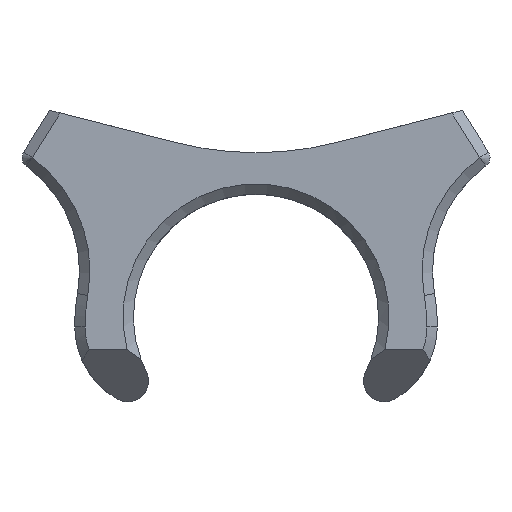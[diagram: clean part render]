
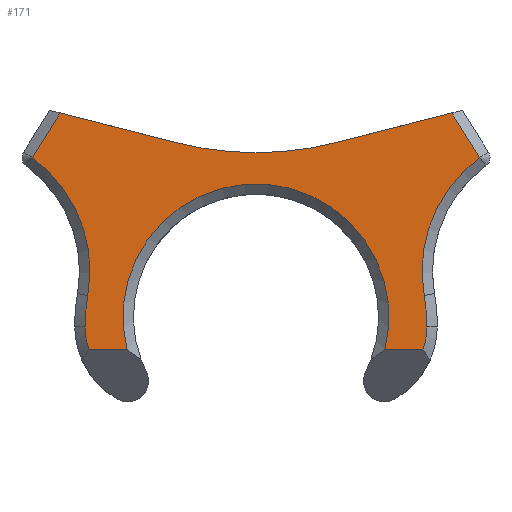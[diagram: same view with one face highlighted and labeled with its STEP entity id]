
A CAD part, front view. The second image highlights one B-rep face of the part: STEP entity #171.
In plain terms, the highlighted planar face has unit normal (0, -1, 0).
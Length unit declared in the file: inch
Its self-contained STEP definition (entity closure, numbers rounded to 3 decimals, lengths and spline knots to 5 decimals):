
#17 = AXIS2_PLACEMENT_3D ( 'NONE', #1879, #419, #1721 ) ;
#19 = AXIS2_PLACEMENT_3D ( 'NONE', #835, #1257, #1927 ) ;
#29 = CARTESIAN_POINT ( 'NONE',  ( -0.03992, 0., 0.15587 ) ) ;
#69 = CARTESIAN_POINT ( 'NONE',  ( 0.13295, 0., 0.08462 ) ) ;
#77 = DIRECTION ( 'NONE',  ( 0., 0., 1. ) ) ;
#86 = CARTESIAN_POINT ( 'NONE',  ( 0.29737, 0., 0.56483 ) ) ;
#101 = CIRCLE ( 'NONE', #1418, 0.3125 ) ;
#104 = CARTESIAN_POINT ( 'NONE',  ( 0., 0., 0.06262 ) ) ;
#118 = DIRECTION ( 'NONE',  ( 0., -1., 0. ) ) ;
#145 = AXIS2_PLACEMENT_3D ( 'NONE', #1820, #1480, #1947 ) ;
#153 = VERTEX_POINT ( 'NONE', #1279 ) ;
#170 = FACE_OUTER_BOUND ( 'NONE', #516, .T. ) ;
#171 = ADVANCED_FACE ( 'NONE', ( #170 ), #1646, .F. ) ;
#174 = VERTEX_POINT ( 'NONE', #816 ) ;
#189 = EDGE_CURVE ( 'NONE', #1831, #153, #1800, .T. ) ;
#195 = EDGE_CURVE ( 'NONE', #556, #1153, #1464, .T. ) ;
#258 = ORIENTED_EDGE ( 'NONE', *, *, #2073, .T. ) ;
#264 = DIRECTION ( 'NONE',  ( 0., 0., 1. ) ) ;
#272 = DIRECTION ( 'NONE',  ( -0.969, 0., 0.248 ) ) ;
#280 = VERTEX_POINT ( 'NONE', #1712 ) ;
#292 = VERTEX_POINT ( 'NONE', #884 ) ;
#312 = EDGE_CURVE ( 'NONE', #174, #292, #956, .T. ) ;
#325 = ORIENTED_EDGE ( 'NONE', *, *, #189, .T. ) ;
#336 = VERTEX_POINT ( 'NONE', #1376 ) ;
#341 = DIRECTION ( 'NONE',  ( -0.528, 0., -0.849 ) ) ;
#369 = DIRECTION ( 'NONE',  ( 0., 1., 0. ) ) ;
#371 = CARTESIAN_POINT ( 'NONE',  ( 0.48583, 0., 0.29051 ) ) ;
#376 = CARTESIAN_POINT ( 'NONE',  ( 0.59218, 0., 0.13847 ) ) ;
#386 = CARTESIAN_POINT ( 'NONE',  ( 0.39179, 0., 0.08514 ) ) ;
#389 = EDGE_CURVE ( 'NONE', #336, #1611, #737, .T. ) ;
#395 = CARTESIAN_POINT ( 'NONE',  ( 0.21985, 0., 0.2621 ) ) ;
#418 = DIRECTION ( 'NONE',  ( 0., 0., 1. ) ) ;
#419 = DIRECTION ( 'NONE',  ( 0., 1., 0. ) ) ;
#423 = EDGE_CURVE ( 'NONE', #1935, #556, #101, .T. ) ;
#458 = DIRECTION ( 'NONE',  ( -0.528, 0., 0.849 ) ) ;
#498 = CARTESIAN_POINT ( 'NONE',  ( 0.08218, 0., 0.24749 ) ) ;
#502 = EDGE_CURVE ( 'NONE', #1299, #336, #1697, .T. ) ;
#516 = EDGE_LOOP ( 'NONE', ( #717, #325, #1687, #1273, #258, #1760, #1575, #822, #634, #1548, #1298, #1172, #1246, #1544, #1796 ) ) ;
#529 = CARTESIAN_POINT ( 'NONE',  ( 0.29737, 0., 0.25233 ) ) ;
#545 = CARTESIAN_POINT ( 'NONE',  ( 0., 0., 0.06262 ) ) ;
#547 = EDGE_CURVE ( 'NONE', #2023, #1831, #958, .T. ) ;
#556 = VERTEX_POINT ( 'NONE', #1102 ) ;
#586 = AXIS2_PLACEMENT_3D ( 'NONE', #1838, #896, #264 ) ;
#589 = CIRCLE ( 'NONE', #19, 0.1672 ) ;
#593 = DIRECTION ( 'NONE',  ( 0., -1., 0. ) ) ;
#618 = CARTESIAN_POINT ( 'NONE',  ( 0.00256, 0., 0.13847 ) ) ;
#631 = EDGE_CURVE ( 'NONE', #280, #1153, #1251, .T. ) ;
#634 = ORIENTED_EDGE ( 'NONE', *, *, #1903, .T. ) ;
#661 = VECTOR ( 'NONE', #341, 39.37008 ) ;
#664 = CARTESIAN_POINT ( 'NONE',  ( 0.1355, 0., 0.11496 ) ) ;
#675 = DIRECTION ( 'NONE',  ( 0.969, 0., 0.248 ) ) ;
#717 = ORIENTED_EDGE ( 'NONE', *, *, #547, .T. ) ;
#737 = LINE ( 'NONE', #104, #1119 ) ;
#787 = CARTESIAN_POINT ( 'NONE',  ( 0.17336, 0., 0.06262 ) ) ;
#816 = CARTESIAN_POINT ( 'NONE',  ( 0.46179, 0., 0.08462 ) ) ;
#822 = ORIENTED_EDGE ( 'NONE', *, *, #389, .T. ) ;
#835 = CARTESIAN_POINT ( 'NONE',  ( 0.30015, 0., 0.08585 ) ) ;
#860 = VECTOR ( 'NONE', #1631, 39.37008 ) ;
#884 = CARTESIAN_POINT ( 'NONE',  ( 0.45924, 0., 0.11496 ) ) ;
#896 = DIRECTION ( 'NONE',  ( 0., -1., 0. ) ) ;
#908 = CARTESIAN_POINT ( 'NONE',  ( 0.13667, 0., 0.06262 ) ) ;
#956 = CIRCLE ( 'NONE', #586, 0.1672 ) ;
#958 = LINE ( 'NONE', #1122, #1895 ) ;
#1022 = DIRECTION ( 'NONE',  ( 0., 0., 1. ) ) ;
#1050 = CIRCLE ( 'NONE', #1814, 0.135 ) ;
#1055 = DIRECTION ( 'NONE',  ( 0., 0., 1. ) ) ;
#1064 = CARTESIAN_POINT ( 'NONE',  ( 0.20295, 0., 0.08514 ) ) ;
#1102 = CARTESIAN_POINT ( 'NONE',  ( 0.3749, 0., 0.2621 ) ) ;
#1119 = VECTOR ( 'NONE', #1200, 39.37008 ) ;
#1121 = AXIS2_PLACEMENT_3D ( 'NONE', #1064, #118, #77 ) ;
#1122 = CARTESIAN_POINT ( 'NONE',  ( 0.07652, 0., 0.29881 ) ) ;
#1147 = CIRCLE ( 'NONE', #1206, 0.3125 ) ;
#1153 = VERTEX_POINT ( 'NONE', #371 ) ;
#1160 = CIRCLE ( 'NONE', #1219, 0.135 ) ;
#1172 = ORIENTED_EDGE ( 'NONE', *, *, #631, .T. ) ;
#1200 = DIRECTION ( 'NONE',  ( 1., 0., 0. ) ) ;
#1206 = AXIS2_PLACEMENT_3D ( 'NONE', #86, #2039, #418 ) ;
#1217 = DIRECTION ( 'NONE',  ( 0., 1., 0. ) ) ;
#1219 = AXIS2_PLACEMENT_3D ( 'NONE', #376, #369, #1486 ) ;
#1229 = DIRECTION ( 'NONE',  ( 0., 0., 1. ) ) ;
#1246 = ORIENTED_EDGE ( 'NONE', *, *, #195, .F. ) ;
#1251 = LINE ( 'NONE', #1921, #1849 ) ;
#1257 = DIRECTION ( 'NONE',  ( 0., -1., 0. ) ) ;
#1273 = ORIENTED_EDGE ( 'NONE', *, *, #1462, .T. ) ;
#1279 = CARTESIAN_POINT ( 'NONE',  ( 0.08218, 0., 0.24749 ) ) ;
#1298 = ORIENTED_EDGE ( 'NONE', *, *, #1919, .T. ) ;
#1299 = VERTEX_POINT ( 'NONE', #787 ) ;
#1307 = EDGE_CURVE ( 'NONE', #153, #1372, #1050, .T. ) ;
#1312 = LINE ( 'NONE', #545, #860 ) ;
#1372 = VERTEX_POINT ( 'NONE', #664 ) ;
#1376 = CARTESIAN_POINT ( 'NONE',  ( 0.42138, 0., 0.06262 ) ) ;
#1418 = AXIS2_PLACEMENT_3D ( 'NONE', #1700, #593, #1055 ) ;
#1462 = EDGE_CURVE ( 'NONE', #1372, #1941, #589, .T. ) ;
#1464 = LINE ( 'NONE', #29, #1914 ) ;
#1480 = DIRECTION ( 'NONE',  ( 0., 1., 0. ) ) ;
#1486 = DIRECTION ( 'NONE',  ( 0., 0., 1. ) ) ;
#1544 = ORIENTED_EDGE ( 'NONE', *, *, #423, .F. ) ;
#1548 = ORIENTED_EDGE ( 'NONE', *, *, #312, .T. ) ;
#1575 = ORIENTED_EDGE ( 'NONE', *, *, #502, .T. ) ;
#1611 = VERTEX_POINT ( 'NONE', #1654 ) ;
#1615 = EDGE_CURVE ( 'NONE', #2023, #1935, #1147, .T. ) ;
#1631 = DIRECTION ( 'NONE',  ( 1., 0., 0. ) ) ;
#1646 = PLANE ( 'NONE',  #145 ) ;
#1654 = CARTESIAN_POINT ( 'NONE',  ( 0.45807, 0., 0.06262 ) ) ;
#1662 = DIRECTION ( 'NONE',  ( 0., -1., 0. ) ) ;
#1687 = ORIENTED_EDGE ( 'NONE', *, *, #1307, .T. ) ;
#1697 = CIRCLE ( 'NONE', #17, 0.128 ) ;
#1700 = CARTESIAN_POINT ( 'NONE',  ( 0.29737, 0., 0.56483 ) ) ;
#1709 = AXIS2_PLACEMENT_3D ( 'NONE', #386, #1662, #1022 ) ;
#1712 = CARTESIAN_POINT ( 'NONE',  ( 0.51257, 0., 0.24749 ) ) ;
#1721 = DIRECTION ( 'NONE',  ( 0., 0., 1. ) ) ;
#1760 = ORIENTED_EDGE ( 'NONE', *, *, #1892, .T. ) ;
#1796 = ORIENTED_EDGE ( 'NONE', *, *, #1615, .F. ) ;
#1800 = LINE ( 'NONE', #498, #661 ) ;
#1814 = AXIS2_PLACEMENT_3D ( 'NONE', #618, #1217, #1229 ) ;
#1820 = CARTESIAN_POINT ( 'NONE',  ( 0., 0., 0. ) ) ;
#1831 = VERTEX_POINT ( 'NONE', #1945 ) ;
#1838 = CARTESIAN_POINT ( 'NONE',  ( 0.2946, 0., 0.08585 ) ) ;
#1849 = VECTOR ( 'NONE', #458, 39.37008 ) ;
#1879 = CARTESIAN_POINT ( 'NONE',  ( 0.29737, 0., 0.09433 ) ) ;
#1892 = EDGE_CURVE ( 'NONE', #2099, #1299, #1312, .T. ) ;
#1895 = VECTOR ( 'NONE', #272, 39.37008 ) ;
#1903 = EDGE_CURVE ( 'NONE', #1611, #174, #2093, .T. ) ;
#1914 = VECTOR ( 'NONE', #675, 39.37008 ) ;
#1919 = EDGE_CURVE ( 'NONE', #292, #280, #1160, .T. ) ;
#1921 = CARTESIAN_POINT ( 'NONE',  ( 0.48069, 0., 0.29877 ) ) ;
#1927 = DIRECTION ( 'NONE',  ( 0., 0., 1. ) ) ;
#1935 = VERTEX_POINT ( 'NONE', #529 ) ;
#1941 = VERTEX_POINT ( 'NONE', #69 ) ;
#1945 = CARTESIAN_POINT ( 'NONE',  ( 0.10891, 0., 0.29051 ) ) ;
#1947 = DIRECTION ( 'NONE',  ( 0., 0., 1. ) ) ;
#1948 = CIRCLE ( 'NONE', #1121, 0.07 ) ;
#2023 = VERTEX_POINT ( 'NONE', #395 ) ;
#2039 = DIRECTION ( 'NONE',  ( 0., -1., 0. ) ) ;
#2073 = EDGE_CURVE ( 'NONE', #1941, #2099, #1948, .T. ) ;
#2093 = CIRCLE ( 'NONE', #1709, 0.07 ) ;
#2099 = VERTEX_POINT ( 'NONE', #908 ) ;
